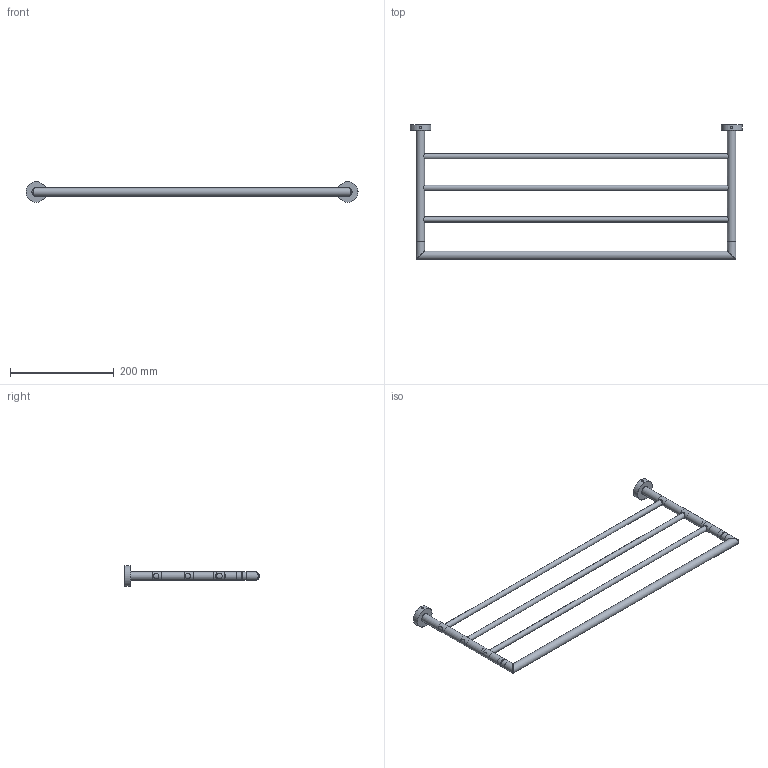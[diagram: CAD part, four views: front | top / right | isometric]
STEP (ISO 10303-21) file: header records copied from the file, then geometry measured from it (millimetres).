
FILE_DESCRIPTION(/* description */ ('Unknown'),/* implementation_level */ '2;1');
FILE_NAME(/* name */ 'CBA25',/* time_stamp */ '2021-10-22T12:38:31+02:00',/* author */ ('Unknown'),/* organization */ ('Unknown'),/* preprocessor_version */ 'ST-DEVELOPER v16.7',/* originating_system */ 'DEX',/* authorisation */ $);
FILE_SCHEMA (('AUTOMOTIVE_DESIGN {1 0 10303 214 3 1 1}'));
Length unit declared in the file: millimetre
Products named in the file (10): CBA25-00; AM742.COB_2; CBA25-001; AAPASDX.HOT; AAPASSX.HOT_1; ASTPAS.YOU_1; RACTRAINC.YOU_1; GRANO5x6C_2; BOCINT.YOU_2; traverso saldato
Assembly tree (23 placements, depth 3):
  CBA25-00
    AM742.COB_2  x2
    CBA25-001
      AAPASDX.HOT
      AAPASSX.HOT_1
      ASTPAS.YOU_1  x3
      RACTRAINC.YOU_1  x2
      GRANO5x6C_2  x6
      BOCINT.YOU_2  x6
      traverso saldato
Bounding box: 640 x 259.99 x 40 mm (x, y, z)
Volume: 192181.1 mm3; surface area: 216912.3 mm2
Topology: 22 solids, 22 shells, 228 faces, 513 edges, 325 vertices
Faces by surface type: plane 92, cylinder 64, cone 48, torus 12, bspline 12
Full cylindrical faces by diameter (mm): 4 x6, 4.234 x4, 4.901 x6, 8 x3, 10 x5, 10.3 x6, 10.4 x6, 11 x2, 11.3 x3, 12.8 x6, 13 x6, 14.4 x2, 16 x5, 16.5 x2, 40 x2
Entity records: 4096 total; most frequent: CARTESIAN_POINT 1475, DIRECTION 404, ORIENTED_EDGE 250, EDGE_LOOP 214, FACE_BOUND 214, AXIS2_PLACEMENT_3D 193, EDGE_CURVE 125, VERTEX_POINT 115
